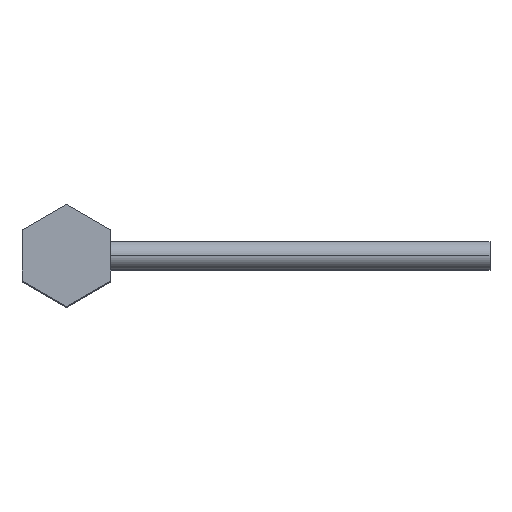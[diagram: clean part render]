
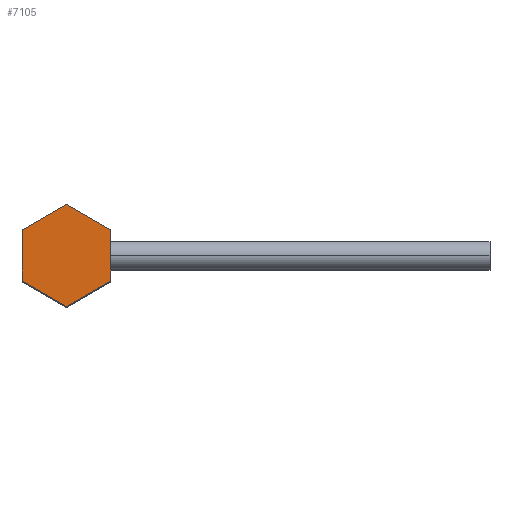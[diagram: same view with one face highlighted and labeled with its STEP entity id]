
A CAD part, top view. The second image highlights one B-rep face of the part: STEP entity #7105.
In plain terms, the highlighted planar face has unit normal (0, 0, 1).
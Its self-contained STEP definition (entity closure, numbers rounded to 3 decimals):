
#5260=DIRECTION('',(0.866,-0.5,0.));
#5261=VECTOR('',#5260,4.041);
#5262=CARTESIAN_POINT('',(-3.5,37.979,43.9));
#5263=LINE('',#5262,#5261);
#5264=DIRECTION('',(0.,-1.,0.));
#5265=VECTOR('',#5264,4.041);
#5266=CARTESIAN_POINT('',(-3.5,42.021,43.9));
#5267=LINE('',#5266,#5265);
#5268=DIRECTION('',(-0.866,-0.5,0.));
#5269=VECTOR('',#5268,4.041);
#5270=CARTESIAN_POINT('',(0.,44.041,43.9));
#5271=LINE('',#5270,#5269);
#5272=DIRECTION('',(-0.866,0.5,0.));
#5273=VECTOR('',#5272,4.041);
#5274=CARTESIAN_POINT('',(3.5,42.021,43.9));
#5275=LINE('',#5274,#5273);
#5276=DIRECTION('',(0.,1.,0.));
#5277=VECTOR('',#5276,4.041);
#5278=CARTESIAN_POINT('',(3.5,37.979,43.9));
#5279=LINE('',#5278,#5277);
#5280=DIRECTION('',(0.866,0.5,0.));
#5281=VECTOR('',#5280,4.041);
#5282=CARTESIAN_POINT('',(0.,35.959,43.9));
#5283=LINE('',#5282,#5281);
#5340=CARTESIAN_POINT('',(0.,35.959,43.9));
#5341=VERTEX_POINT('',#5340);
#5342=CARTESIAN_POINT('',(-3.5,37.979,43.9));
#5343=VERTEX_POINT('',#5342);
#5344=CARTESIAN_POINT('',(-3.5,42.021,43.9));
#5345=VERTEX_POINT('',#5344);
#5346=CARTESIAN_POINT('',(0.,44.041,43.9));
#5347=VERTEX_POINT('',#5346);
#5348=CARTESIAN_POINT('',(3.5,42.021,43.9));
#5349=VERTEX_POINT('',#5348);
#5350=CARTESIAN_POINT('',(3.5,37.979,43.9));
#5351=VERTEX_POINT('',#5350);
#7092=CARTESIAN_POINT('',(3.5,33.938,43.9));
#7093=DIRECTION('',(0.,0.,-1.));
#7094=DIRECTION('',(1.,0.,0.));
#7095=AXIS2_PLACEMENT_3D('',#7092,#7093,#7094);
#7096=PLANE('',#7095);
#7097=ORIENTED_EDGE('',*,*,#7008,.F.);
#7098=ORIENTED_EDGE('',*,*,#7023,.F.);
#7099=ORIENTED_EDGE('',*,*,#7037,.F.);
#7100=ORIENTED_EDGE('',*,*,#7051,.F.);
#7101=ORIENTED_EDGE('',*,*,#7065,.F.);
#7102=ORIENTED_EDGE('',*,*,#7086,.F.);
#7103=EDGE_LOOP('',(#7097,#7098,#7099,#7100,#7101,#7102));
#7104=FACE_OUTER_BOUND('',#7103,.F.);
#7008=EDGE_CURVE('',#5343,#5341,#5263,.T.);
#7023=EDGE_CURVE('',#5345,#5343,#5267,.T.);
#7037=EDGE_CURVE('',#5347,#5345,#5271,.T.);
#7051=EDGE_CURVE('',#5349,#5347,#5275,.T.);
#7065=EDGE_CURVE('',#5351,#5349,#5279,.T.);
#7086=EDGE_CURVE('',#5341,#5351,#5283,.T.);
#7105=ADVANCED_FACE('',(#7104),#7096,.F.);
